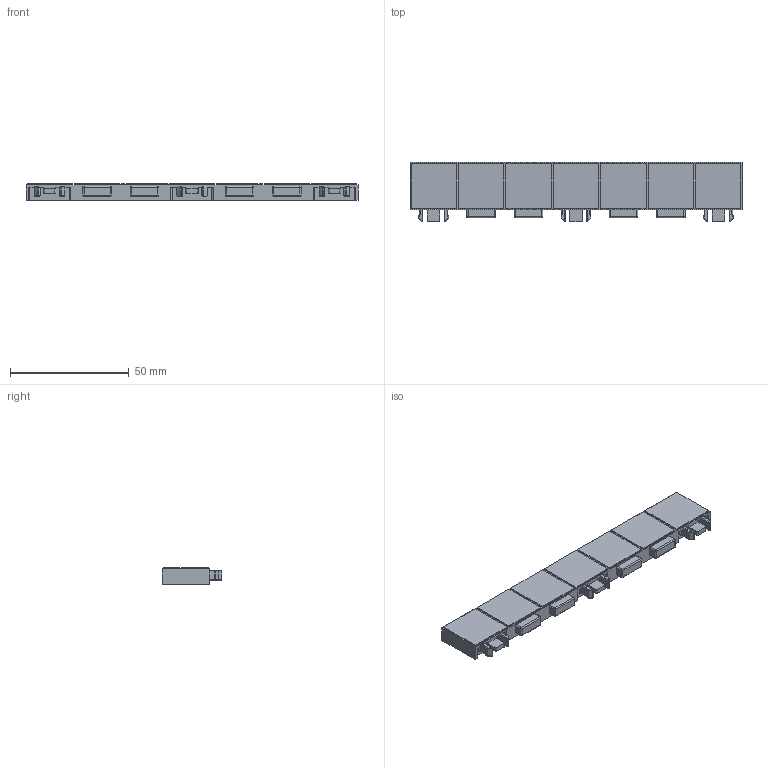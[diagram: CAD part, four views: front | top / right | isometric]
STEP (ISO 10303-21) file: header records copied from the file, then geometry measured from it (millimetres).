
FILE_DESCRIPTION (( 'STEP AP203' ), '1' );
FILE_NAME ('10-00609-001d.step', '2014-04-13T23:20:56', ( 'Nicholas Morozovsky' ), ( '' ), 'SwSTEP 2.0', 'SolidWorks 2012', '' );
FILE_SCHEMA (( 'CONFIG_CONTROL_DESIGN' ));
Length unit declared in the file: millimetre
Products named in the file (1): 10-00609-001d
Bounding box: 139.9 x 24.9 x 7 mm (x, y, z)
Volume: 8210.6 mm3; surface area: 12184 mm2
Topology: 1 solids, 1 shells, 490 faces, 1260 edges, 764 vertices
Faces by surface type: plane 316, cylinder 134, sphere 16, torus 12, bspline 12
Entity records: 14705 total; most frequent: CARTESIAN_POINT 3111, ORIENTED_EDGE 2464, DIRECTION 2266, EDGE_CURVE 1232, LINE 988, VECTOR 988, VERTEX_POINT 764, AXIS2_PLACEMENT_3D 639
